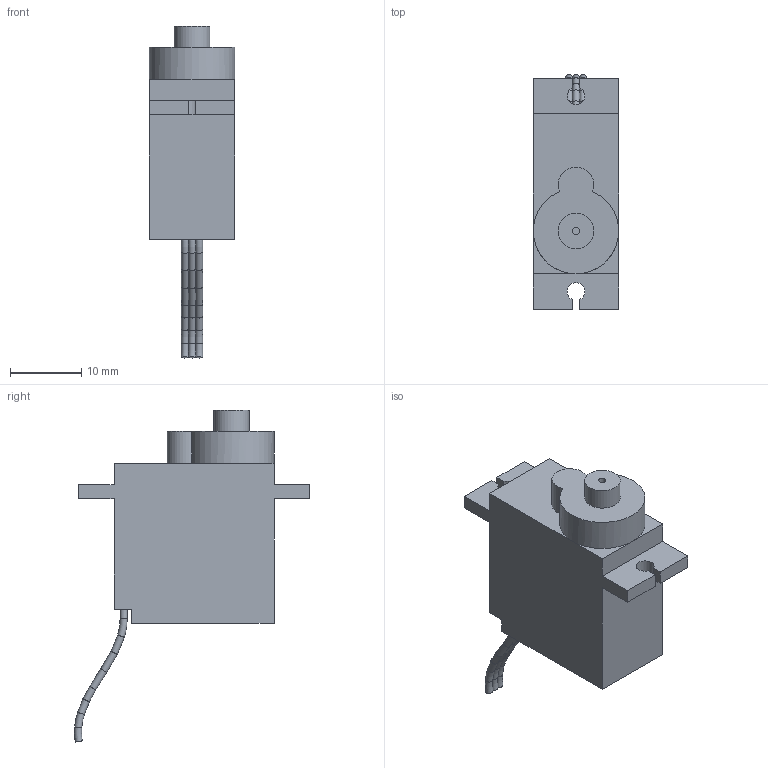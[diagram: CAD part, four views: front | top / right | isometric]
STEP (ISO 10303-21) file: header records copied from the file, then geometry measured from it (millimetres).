
FILE_DESCRIPTION(/* description */ (''),/* implementation_level */ '2;1');
FILE_NAME(/* name */ 'Servo Motor SG90 1PC.stp',/* time_stamp */ '2023-02-26T19:27:16+01:00',/* author */ (''),/* organization */ (''),/* preprocessor_version */ 'ST-DEVELOPER v16.7',/* originating_system */ 'SIEMENS PLM Software NX 1919',/* authorisation */ '');
FILE_SCHEMA (('AUTOMOTIVE_DESIGN { 1 0 10303 214 3 1 1 1 }'));
Length unit declared in the file: millimetre
Products named in the file (1): Jule530058D0p8m2
Bounding box: 12 x 33.07 x 46.7 mm (x, y, z)
Volume: 1289.2 mm3; surface area: 5047.6 mm2
Topology: 5 solids, 6 shells, 95 faces, 221 edges, 140 vertices
Faces by surface type: plane 58, torus 24, cylinder 13
Full cylindrical faces by diameter (mm): 1 x4, 5 x1
Entity records: 2682 total; most frequent: DIRECTION 439, CARTESIAN_POINT 433, ORIENTED_EDGE 380, EDGE_CURVE 190, AXIS2_PLACEMENT_3D 152, VERTEX_POINT 136, LINE 135, VECTOR 135
